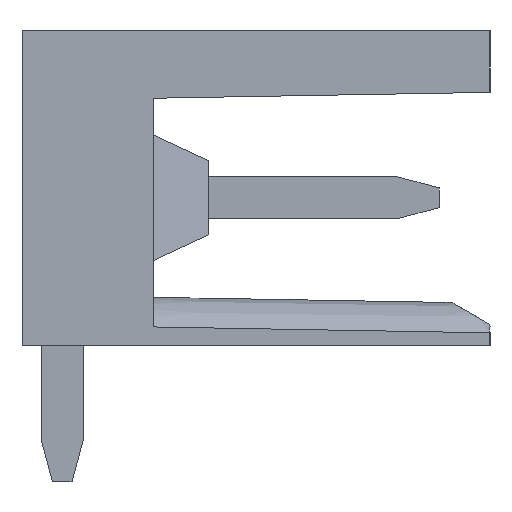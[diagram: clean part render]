
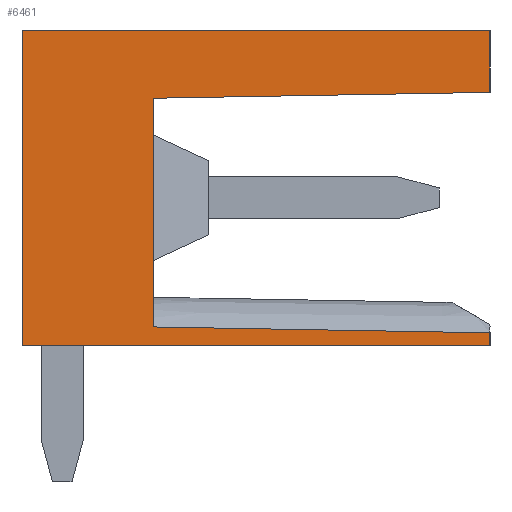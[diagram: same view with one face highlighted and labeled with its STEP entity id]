
A CAD part, left-side view. The second image highlights one B-rep face of the part: STEP entity #6461.
In plain terms, the highlighted planar face has unit normal (-1, 0, 0).
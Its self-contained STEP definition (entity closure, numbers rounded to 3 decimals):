
#6411=AXIS2_PLACEMENT_3D('Plane Axis2P3D',#6408,#6409,#6410) ;
#5568=CARTESIAN_POINT('Vertex',(0.,0.,3.511)) ;
#5582=CARTESIAN_POINT('Vertex',(0.,7.95,3.65)) ;
#5586=CARTESIAN_POINT('Control Point',(0.,0.,3.511)) ;
#5587=CARTESIAN_POINT('Control Point',(0.,7.95,3.65)) ;
#6183=CARTESIAN_POINT('Vertex',(0.,0.,9.189)) ;
#6186=CARTESIAN_POINT('Line Origine',(0.,3.975,9.119)) ;
#6190=CARTESIAN_POINT('Vertex',(0.,7.95,9.05)) ;
#6408=CARTESIAN_POINT('Axis2P3D Location',(0.,0.,0.)) ;
#6413=CARTESIAN_POINT('Line Origine',(0.,0.,9.919)) ;
#6417=CARTESIAN_POINT('Vertex',(0.,0.,10.65)) ;
#6420=CARTESIAN_POINT('Line Origine',(0.,5.525,10.65)) ;
#6424=CARTESIAN_POINT('Vertex',(0.,11.05,10.65)) ;
#6427=CARTESIAN_POINT('Line Origine',(0.,11.05,6.925)) ;
#6431=CARTESIAN_POINT('Vertex',(0.,11.05,3.2)) ;
#6434=CARTESIAN_POINT('Line Origine',(0.,5.525,3.2)) ;
#6438=CARTESIAN_POINT('Vertex',(0.,0.,3.2)) ;
#6441=CARTESIAN_POINT('Line Origine',(0.,0.,3.356)) ;
#6446=CARTESIAN_POINT('Line Origine',(0.,7.95,6.35)) ;
#6187=DIRECTION('Vector Direction',(0.,-1.,0.017)) ;
#6409=DIRECTION('Axis2P3D Direction',(-1.,0.,0.)) ;
#6410=DIRECTION('Axis2P3D XDirection',(0.,-1.,0.)) ;
#6414=DIRECTION('Vector Direction',(0.,0.,-1.)) ;
#6421=DIRECTION('Vector Direction',(0.,-1.,0.)) ;
#6428=DIRECTION('Vector Direction',(0.,0.,1.)) ;
#6435=DIRECTION('Vector Direction',(0.,1.,0.)) ;
#6442=DIRECTION('Vector Direction',(0.,0.,-1.)) ;
#6447=DIRECTION('Vector Direction',(0.,0.,1.)) ;
#6188=VECTOR('Line Direction',#6187,1.) ;
#6415=VECTOR('Line Direction',#6414,1.) ;
#6422=VECTOR('Line Direction',#6421,1.) ;
#6429=VECTOR('Line Direction',#6428,1.) ;
#6436=VECTOR('Line Direction',#6435,1.) ;
#6443=VECTOR('Line Direction',#6442,1.) ;
#6448=VECTOR('Line Direction',#6447,1.) ;
#6452=ORIENTED_EDGE('',*,*,#6419,.T.) ;
#6453=ORIENTED_EDGE('',*,*,#6426,.T.) ;
#6454=ORIENTED_EDGE('',*,*,#6433,.T.) ;
#6455=ORIENTED_EDGE('',*,*,#6440,.T.) ;
#6456=ORIENTED_EDGE('',*,*,#6445,.T.) ;
#6457=ORIENTED_EDGE('',*,*,#5588,.F.) ;
#6458=ORIENTED_EDGE('',*,*,#6450,.F.) ;
#6459=ORIENTED_EDGE('',*,*,#6192,.F.) ;
#6461=ADVANCED_FACE('HOUSING',(#6460),#6412,.T.) ;
#5585=B_SPLINE_CURVE_WITH_KNOTS('',1,(#5586,#5587),.UNSPECIFIED.,.F.,.U.,(2,2),(-3.976,3.976),.UNSPECIFIED.) ;
#5588=EDGE_CURVE('',#5583,#5569,#5585,.F.) ;
#6192=EDGE_CURVE('',#6184,#6191,#6189,.F.) ;
#6419=EDGE_CURVE('',#6184,#6418,#6416,.F.) ;
#6426=EDGE_CURVE('',#6418,#6425,#6423,.F.) ;
#6433=EDGE_CURVE('',#6425,#6432,#6430,.F.) ;
#6440=EDGE_CURVE('',#6432,#6439,#6437,.F.) ;
#6445=EDGE_CURVE('',#6439,#5569,#6444,.F.) ;
#6450=EDGE_CURVE('',#6191,#5583,#6449,.F.) ;
#6451=EDGE_LOOP('',(#6452,#6453,#6454,#6455,#6456,#6457,#6458,#6459)) ;
#6460=FACE_OUTER_BOUND('',#6451,.T.) ;
#6189=LINE('Line',#6186,#6188) ;
#6416=LINE('Line',#6413,#6415) ;
#6423=LINE('Line',#6420,#6422) ;
#6430=LINE('Line',#6427,#6429) ;
#6437=LINE('Line',#6434,#6436) ;
#6444=LINE('Line',#6441,#6443) ;
#6449=LINE('Line',#6446,#6448) ;
#6412=PLANE('',#6411) ;
#5569=VERTEX_POINT('',#5568) ;
#5583=VERTEX_POINT('',#5582) ;
#6184=VERTEX_POINT('',#6183) ;
#6191=VERTEX_POINT('',#6190) ;
#6418=VERTEX_POINT('',#6417) ;
#6425=VERTEX_POINT('',#6424) ;
#6432=VERTEX_POINT('',#6431) ;
#6439=VERTEX_POINT('',#6438) ;
